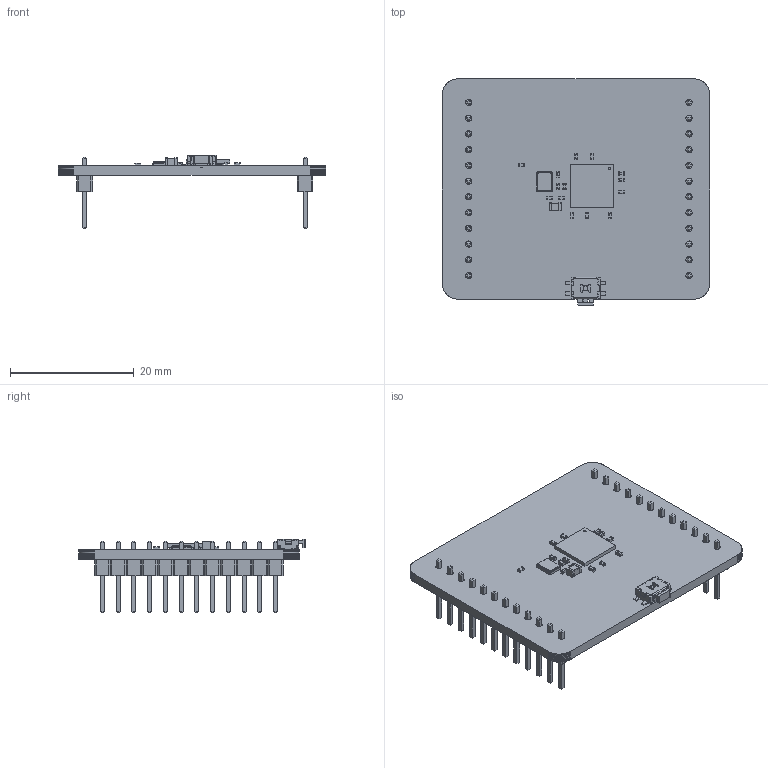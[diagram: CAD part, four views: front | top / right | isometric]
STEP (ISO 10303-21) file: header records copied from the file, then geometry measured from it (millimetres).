
FILE_DESCRIPTION(('KiCad electronic assembly'),'2;1');
FILE_NAME('daplink-hic-lpc55x.step','2023-11-06T08:43:24',('Pcbnew'),( 'Kicad'),'Open CASCADE STEP processor 7.7','KiCad to STEP converter' ,'Unknown');
FILE_SCHEMA(('AUTOMOTIVE_DESIGN { 1 0 10303 214 1 1 1 1 }'));
Length unit declared in the file: millimetre
Products named in the file (16): daplink-hic-lpc55x 1; C_0402_1005Metric; SOLID; L_0805_2012Metric; R_0402_1005Metric; VFBGA98_SOT1982-1_NXP; COMPOUND; TL1014BFxxxQG; Crystal_SMD_3225-4Pin_3.2x2.5mm; PinHeader_1x12_P2.54mm_Vertical; daplink-hic-lpc55x PCB
Assembly tree (28 placements, depth 3):
  daplink-hic-lpc55x 1
    C_0402_1005Metric  x12
      SOLID
    L_0805_2012Metric
      SOLID
    R_0402_1005Metric  x2
      SOLID
    VFBGA98_SOT1982-1_NXP
      COMPOUND
    TL1014BFxxxQG
      SOLID
    Crystal_SMD_3225-4Pin_3.2x2.5mm
      SOLID
    PinHeader_1x12_P2.54mm_Vertical  x2
      SOLID
    daplink-hic-lpc55x PCB
Bounding box: 43.18 x 36.53 x 11.85 mm (x, y, z)
Volume: 2896.8 mm3; surface area: 4941.5 mm2
Topology: 120 solids, 120 shells, 1554 faces, 4135 edges, 2673 vertices
Faces by surface type: plane 1155, cylinder 298, sphere 99, cone 2
Full cylindrical faces by diameter (mm): 0.351 x1, 0.6 x2, 1 x24
Entity records: 62353 total; most frequent: CARTESIAN_POINT 11511, DIRECTION 8852, LINE 6110, VECTOR 6110, ORIENTED_EDGE 4558, PCURVE 4558, DEFINITIONAL_REPRESENTATION 4558, EDGE_CURVE 2279
